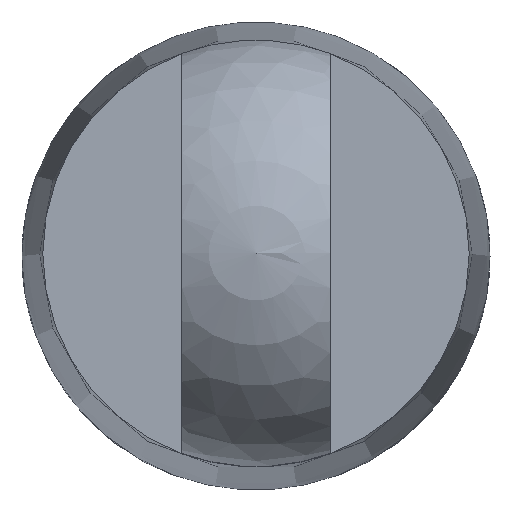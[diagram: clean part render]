
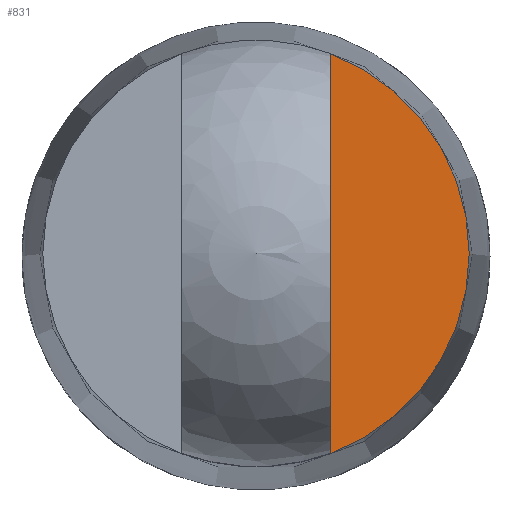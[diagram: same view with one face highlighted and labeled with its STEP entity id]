
A CAD part, top view. The second image highlights one B-rep face of the part: STEP entity #831.
In plain terms, the highlighted planar face has unit normal (0, 0, 1).
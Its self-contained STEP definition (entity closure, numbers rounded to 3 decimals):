
#45 = CONICAL_SURFACE('',#46,0.054,0.016);
#46 = AXIS2_PLACEMENT_3D('',#47,#48,#49);
#47 = CARTESIAN_POINT('',(0.,0.,0.054));
#48 = DIRECTION('',(-0.,-0.,-1.));
#49 = DIRECTION('',(1.,0.,0.));
#464 = VERTEX_POINT('',#465);
#465 = CARTESIAN_POINT('',(0.05,0.,
    0.354));
#483 = EDGE_CURVE('',#484,#464,#486,.T.);
#484 = VERTEX_POINT('',#485);
#485 = CARTESIAN_POINT('',(0.017,-0.047,
    0.354));
#486 = SURFACE_CURVE('',#487,(#492,#499),.PCURVE_S1.);
#487 = CIRCLE('',#488,0.05);
#488 = AXIS2_PLACEMENT_3D('',#489,#490,#491);
#489 = CARTESIAN_POINT('',(0.,0.,0.354));
#490 = DIRECTION('',(0.,0.,1.));
#491 = DIRECTION('',(1.,0.,0.));
#492 = PCURVE('',#45,#493);
#493 = DEFINITIONAL_REPRESENTATION('',(#494),#498);
#494 = LINE('',#495,#496);
#495 = CARTESIAN_POINT('',(-0.,-0.3));
#496 = VECTOR('',#497,1.);
#497 = DIRECTION('',(-1.,-0.));
#498 = ( GEOMETRIC_REPRESENTATION_CONTEXT(2) 
PARAMETRIC_REPRESENTATION_CONTEXT() REPRESENTATION_CONTEXT('2D SPACE',''
  ) );
#499 = PCURVE('',#500,#505);
#500 = PLANE('',#501);
#501 = AXIS2_PLACEMENT_3D('',#502,#503,#504);
#502 = CARTESIAN_POINT('',(0.,0.,0.354));
#503 = DIRECTION('',(0.,0.,1.));
#504 = DIRECTION('',(1.,0.,0.));
#505 = DEFINITIONAL_REPRESENTATION('',(#506),#510);
#506 = CIRCLE('',#507,0.05);
#507 = AXIS2_PLACEMENT_2D('',#508,#509);
#508 = CARTESIAN_POINT('',(0.,0.));
#509 = DIRECTION('',(1.,0.));
#510 = ( GEOMETRIC_REPRESENTATION_CONTEXT(2) 
PARAMETRIC_REPRESENTATION_CONTEXT() REPRESENTATION_CONTEXT('2D SPACE',''
  ) );
#571 = VERTEX_POINT('',#572);
#572 = CARTESIAN_POINT('',(0.017,0.047,
    0.354));
#599 = EDGE_CURVE('',#464,#571,#600,.T.);
#600 = SURFACE_CURVE('',#601,(#606,#613),.PCURVE_S1.);
#601 = CIRCLE('',#602,0.05);
#602 = AXIS2_PLACEMENT_3D('',#603,#604,#605);
#603 = CARTESIAN_POINT('',(0.,0.,0.354));
#604 = DIRECTION('',(0.,0.,1.));
#605 = DIRECTION('',(1.,0.,0.));
#606 = PCURVE('',#45,#607);
#607 = DEFINITIONAL_REPRESENTATION('',(#608),#612);
#608 = LINE('',#609,#610);
#609 = CARTESIAN_POINT('',(-0.,-0.3));
#610 = VECTOR('',#611,1.);
#611 = DIRECTION('',(-1.,-0.));
#612 = ( GEOMETRIC_REPRESENTATION_CONTEXT(2) 
PARAMETRIC_REPRESENTATION_CONTEXT() REPRESENTATION_CONTEXT('2D SPACE',''
  ) );
#613 = PCURVE('',#500,#614);
#614 = DEFINITIONAL_REPRESENTATION('',(#615),#619);
#615 = CIRCLE('',#616,0.05);
#616 = AXIS2_PLACEMENT_2D('',#617,#618);
#617 = CARTESIAN_POINT('',(0.,0.));
#618 = DIRECTION('',(1.,0.));
#619 = ( GEOMETRIC_REPRESENTATION_CONTEXT(2) 
PARAMETRIC_REPRESENTATION_CONTEXT() REPRESENTATION_CONTEXT('2D SPACE',''
  ) );
#831 = ADVANCED_FACE('',(#832),#500,.T.);
#832 = FACE_BOUND('',#833,.T.);
#833 = EDGE_LOOP('',(#834,#835,#836));
#834 = ORIENTED_EDGE('',*,*,#483,.T.);
#835 = ORIENTED_EDGE('',*,*,#599,.T.);
#836 = ORIENTED_EDGE('',*,*,#837,.F.);
#837 = EDGE_CURVE('',#484,#571,#838,.T.);
#838 = SURFACE_CURVE('',#839,(#843,#850),.PCURVE_S1.);
#839 = LINE('',#840,#841);
#840 = CARTESIAN_POINT('',(0.017,-0.05,
    0.354));
#841 = VECTOR('',#842,1.);
#842 = DIRECTION('',(0.,1.,0.));
#843 = PCURVE('',#500,#844);
#844 = DEFINITIONAL_REPRESENTATION('',(#845),#849);
#845 = LINE('',#846,#847);
#846 = CARTESIAN_POINT('',(0.017,-0.05));
#847 = VECTOR('',#848,1.);
#848 = DIRECTION('',(0.,1.));
#849 = ( GEOMETRIC_REPRESENTATION_CONTEXT(2) 
PARAMETRIC_REPRESENTATION_CONTEXT() REPRESENTATION_CONTEXT('2D SPACE',''
  ) );
#850 = PCURVE('',#851,#856);
#851 = PLANE('',#852);
#852 = AXIS2_PLACEMENT_3D('',#853,#854,#855);
#853 = CARTESIAN_POINT('',(0.017,-0.05,
    0.354));
#854 = DIRECTION('',(1.,0.,0.));
#855 = DIRECTION('',(0.,1.,0.));
#856 = DEFINITIONAL_REPRESENTATION('',(#857),#861);
#857 = LINE('',#858,#859);
#858 = CARTESIAN_POINT('',(0.,0.));
#859 = VECTOR('',#860,1.);
#860 = DIRECTION('',(1.,0.));
#861 = ( GEOMETRIC_REPRESENTATION_CONTEXT(2) 
PARAMETRIC_REPRESENTATION_CONTEXT() REPRESENTATION_CONTEXT('2D SPACE',''
  ) );
